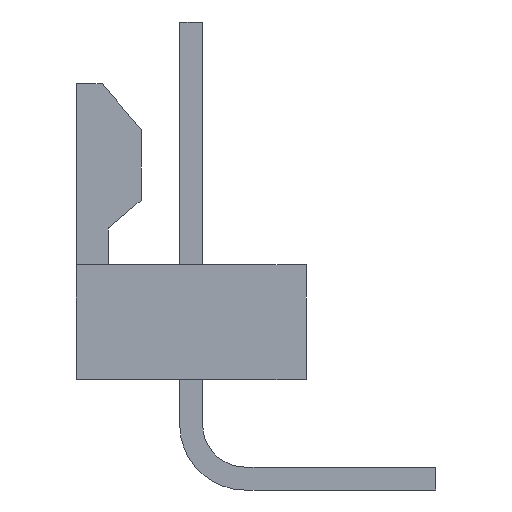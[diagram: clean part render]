
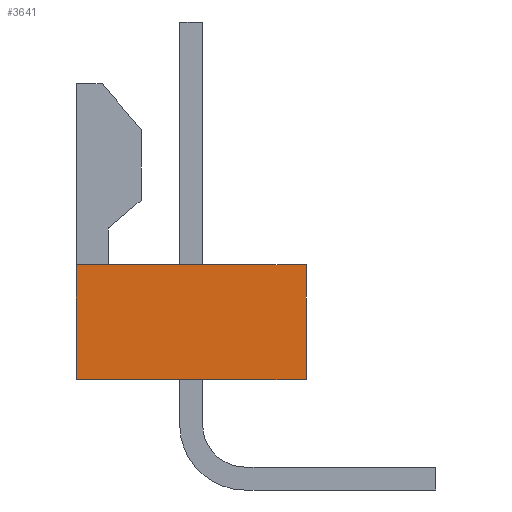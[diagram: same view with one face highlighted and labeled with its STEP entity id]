
A CAD part, left-side view. The second image highlights one B-rep face of the part: STEP entity #3641.
In plain terms, the highlighted planar face has unit normal (-1, 0, 0).
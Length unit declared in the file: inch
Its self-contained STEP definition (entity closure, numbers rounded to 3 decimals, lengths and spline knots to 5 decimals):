
#95=FACE_OUTER_BOUND('',#295,.T.);
#295=EDGE_LOOP('',(#2393,#2394,#2395,#2396));
#515=LINE('',#5075,#1009);
#516=LINE('',#5077,#1010);
#517=LINE('',#5079,#1011);
#518=LINE('',#5080,#1012);
#1009=VECTOR('',#4099,0.125);
#1010=VECTOR('',#4100,0.25);
#1011=VECTOR('',#4101,0.125);
#1012=VECTOR('',#4102,0.25);
#1503=VERTEX_POINT('',#5073);
#1504=VERTEX_POINT('',#5074);
#1505=VERTEX_POINT('',#5076);
#1506=VERTEX_POINT('',#5078);
#1859=EDGE_CURVE('',#1503,#1504,#515,.T.);
#1860=EDGE_CURVE('',#1505,#1503,#516,.T.);
#1861=EDGE_CURVE('',#1506,#1505,#517,.T.);
#1862=EDGE_CURVE('',#1504,#1506,#518,.T.);
#2393=ORIENTED_EDGE('',*,*,#1859,.F.);
#2394=ORIENTED_EDGE('',*,*,#1860,.F.);
#2395=ORIENTED_EDGE('',*,*,#1861,.F.);
#2396=ORIENTED_EDGE('',*,*,#1862,.F.);
#3461=PLANE('',#3855);
#3641=ADVANCED_FACE('',(#95),#3461,.F.);
#3855=AXIS2_PLACEMENT_3D('',#5072,#4097,#4098);
#4097=DIRECTION('center_axis',(1.,0.,0.));
#4098=DIRECTION('ref_axis',(0.,1.,0.));
#4099=DIRECTION('',(0.,0.,-1.));
#4100=DIRECTION('',(0.,-1.,0.));
#4101=DIRECTION('',(0.,0.,1.));
#4102=DIRECTION('',(0.,1.,0.));
#5072=CARTESIAN_POINT('Origin',(-0.497,0.125,0.125));
#5073=CARTESIAN_POINT('',(-0.497,0.,0.1875));
#5074=CARTESIAN_POINT('',(-0.497,0.,0.0625));
#5075=CARTESIAN_POINT('',(-0.497,0.,0.1875));
#5076=CARTESIAN_POINT('',(-0.497,0.25,0.1875));
#5077=CARTESIAN_POINT('',(-0.497,0.25,0.1875));
#5078=CARTESIAN_POINT('',(-0.497,0.25,0.0625));
#5079=CARTESIAN_POINT('',(-0.497,0.25,0.0625));
#5080=CARTESIAN_POINT('',(-0.497,0.,0.0625));
